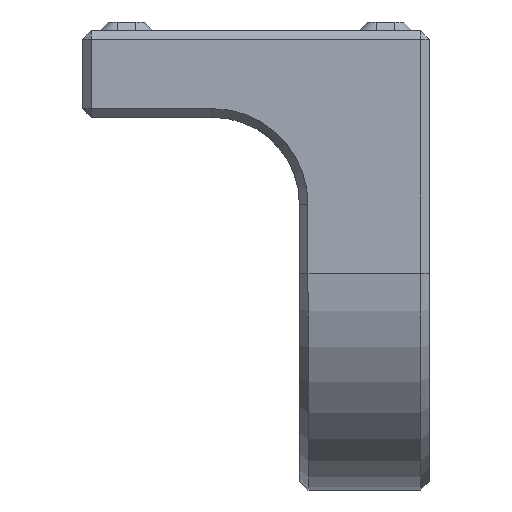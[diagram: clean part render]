
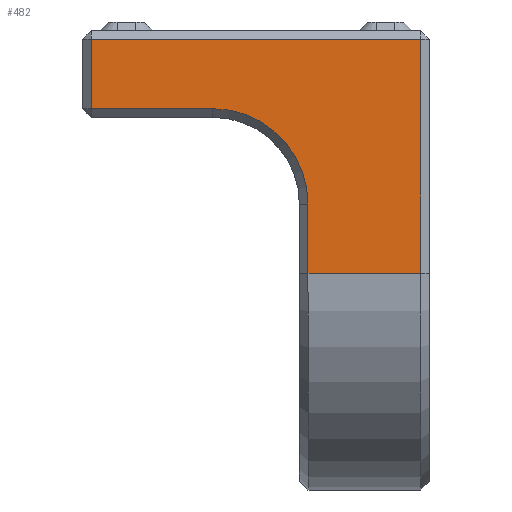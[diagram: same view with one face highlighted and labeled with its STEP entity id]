
A CAD part, front view. The second image highlights one B-rep face of the part: STEP entity #482.
In plain terms, the highlighted planar face has unit normal (0, -1, 0).
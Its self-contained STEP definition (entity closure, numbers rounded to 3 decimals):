
#124 = VERTEX_POINT('',#125);
#125 = CARTESIAN_POINT('',(-31.5,-12.5,-1.));
#133 = VERTEX_POINT('',#134);
#134 = CARTESIAN_POINT('',(-31.5,-12.5,-9.));
#140 = EDGE_CURVE('',#124,#133,#141,.T.);
#141 = LINE('',#142,#143);
#142 = CARTESIAN_POINT('',(-31.5,-12.5,0.));
#143 = VECTOR('',#144,1.);
#144 = DIRECTION('',(0.,0.,-1.));
#482 = ADVANCED_FACE('',(#483),#533,.T.);
#483 = FACE_BOUND('',#484,.T.);
#484 = EDGE_LOOP('',(#485,#495,#503,#509,#510,#518,#527));
#485 = ORIENTED_EDGE('',*,*,#486,.T.);
#486 = EDGE_CURVE('',#487,#489,#491,.T.);
#487 = VERTEX_POINT('',#488);
#488 = CARTESIAN_POINT('',(-6.5,-12.5,-28.));
#489 = VERTEX_POINT('',#490);
#490 = CARTESIAN_POINT('',(6.5,-12.5,-28.));
#491 = LINE('',#492,#493);
#492 = CARTESIAN_POINT('',(-7.5,-12.5,-28.));
#493 = VECTOR('',#494,1.);
#494 = DIRECTION('',(1.,0.,0.));
#495 = ORIENTED_EDGE('',*,*,#496,.F.);
#496 = EDGE_CURVE('',#497,#489,#499,.T.);
#497 = VERTEX_POINT('',#498);
#498 = CARTESIAN_POINT('',(6.5,-12.5,-1.));
#499 = LINE('',#500,#501);
#500 = CARTESIAN_POINT('',(6.5,-12.5,0.));
#501 = VECTOR('',#502,1.);
#502 = DIRECTION('',(0.,0.,-1.));
#503 = ORIENTED_EDGE('',*,*,#504,.T.);
#504 = EDGE_CURVE('',#497,#124,#505,.T.);
#505 = LINE('',#506,#507);
#506 = CARTESIAN_POINT('',(7.5,-12.5,-1.));
#507 = VECTOR('',#508,1.);
#508 = DIRECTION('',(-1.,0.,0.));
#509 = ORIENTED_EDGE('',*,*,#140,.T.);
#510 = ORIENTED_EDGE('',*,*,#511,.T.);
#511 = EDGE_CURVE('',#133,#512,#514,.T.);
#512 = VERTEX_POINT('',#513);
#513 = CARTESIAN_POINT('',(-17.5,-12.5,-9.));
#514 = LINE('',#515,#516);
#515 = CARTESIAN_POINT('',(-32.5,-12.5,-9.));
#516 = VECTOR('',#517,1.);
#517 = DIRECTION('',(1.,0.,0.));
#518 = ORIENTED_EDGE('',*,*,#519,.T.);
#519 = EDGE_CURVE('',#512,#520,#522,.T.);
#520 = VERTEX_POINT('',#521);
#521 = CARTESIAN_POINT('',(-6.5,-12.5,-20.));
#522 = CIRCLE('',#523,11.);
#523 = AXIS2_PLACEMENT_3D('',#524,#525,#526);
#524 = CARTESIAN_POINT('',(-17.5,-12.5,-20.));
#525 = DIRECTION('',(0.,1.,0.));
#526 = DIRECTION('',(0.,0.,1.));
#527 = ORIENTED_EDGE('',*,*,#528,.T.);
#528 = EDGE_CURVE('',#520,#487,#529,.T.);
#529 = LINE('',#530,#531);
#530 = CARTESIAN_POINT('',(-6.5,-12.5,-20.));
#531 = VECTOR('',#532,1.);
#532 = DIRECTION('',(0.,0.,-1.));
#533 = PLANE('',#534);
#534 = AXIS2_PLACEMENT_3D('',#535,#536,#537);
#535 = CARTESIAN_POINT('',(-9.315,-12.5,-10.781));
#536 = DIRECTION('',(0.,-1.,0.));
#537 = DIRECTION('',(-1.,0.,0.));
